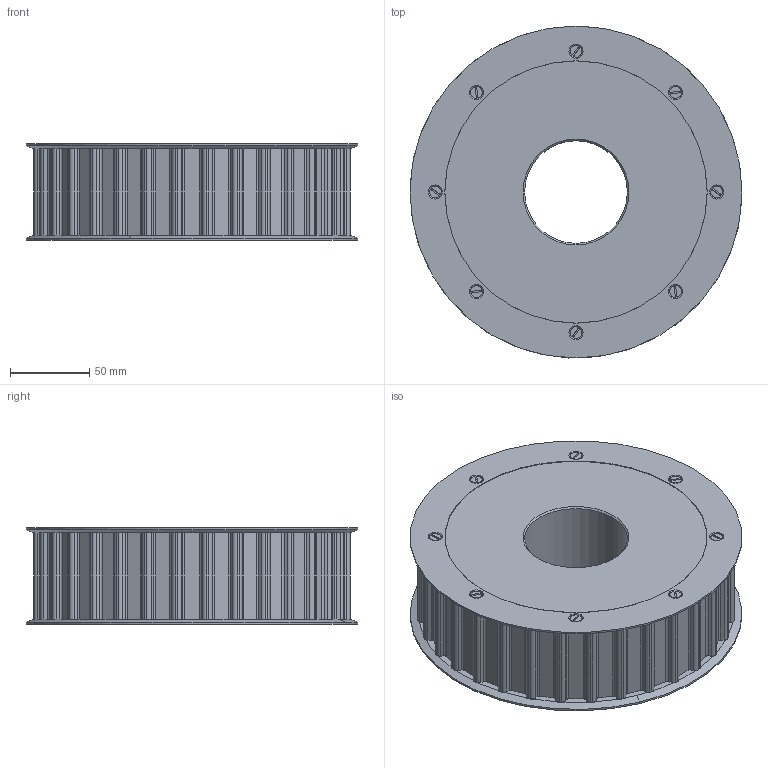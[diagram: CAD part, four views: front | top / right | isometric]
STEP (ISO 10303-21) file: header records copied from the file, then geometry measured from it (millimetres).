
FILE_DESCRIPTION (( 'STEP AP214' ), '1' );
FILE_NAME ('015.00.02.010 - 崹魤 檠20 Z=32 B=50.STEP', '2020-12-21T12:22:00', ( '' ), ( '' ), 'SwSTEP 2.0', 'SolidWorks 2018', '' );
FILE_SCHEMA (( 'AUTOMOTIVE_DESIGN' ));
Length unit declared in the file: millimetre
Products named in the file (4): 鎔艜 M4x10 ISO 10642 din7991; 015.00.02.001 - ﾐ裔ⅱ萵; 015.00.00.209 - Øêèâ ÀÒ20 z=32 Â=50_-02; 015.00.02.010 - 崹魤 檠20 Z=32 B=50
Assembly tree (19 placements, depth 2):
  015.00.02.010 - 崹魤 檠20 Z=32 B=50
    015.00.00.209 - Øêèâ ÀÒ20 z=32 Â=50_-02
    015.00.02.001 - ﾐ裔ⅱ萵  x2
    鎔艜 M4x10 ISO 10642 din7991  x16
Bounding box: 210 x 210 x 60.8 mm (x, y, z)
Volume: 1616939.1 mm3; surface area: 172211.3 mm2
Topology: 19 solids, 19 shells, 703 faces, 1822 edges, 1148 vertices
Faces by surface type: cylinder 318, plane 236, cone 136, bspline 13
Entity records: 19499 total; most frequent: CARTESIAN_POINT 2689, DIRECTION 2671, ORIENTED_EDGE 2488, EDGE_CURVE 1244, AXIS2_PLACEMENT_3D 980, VERTEX_POINT 805, VECTOR 711, LINE 711
